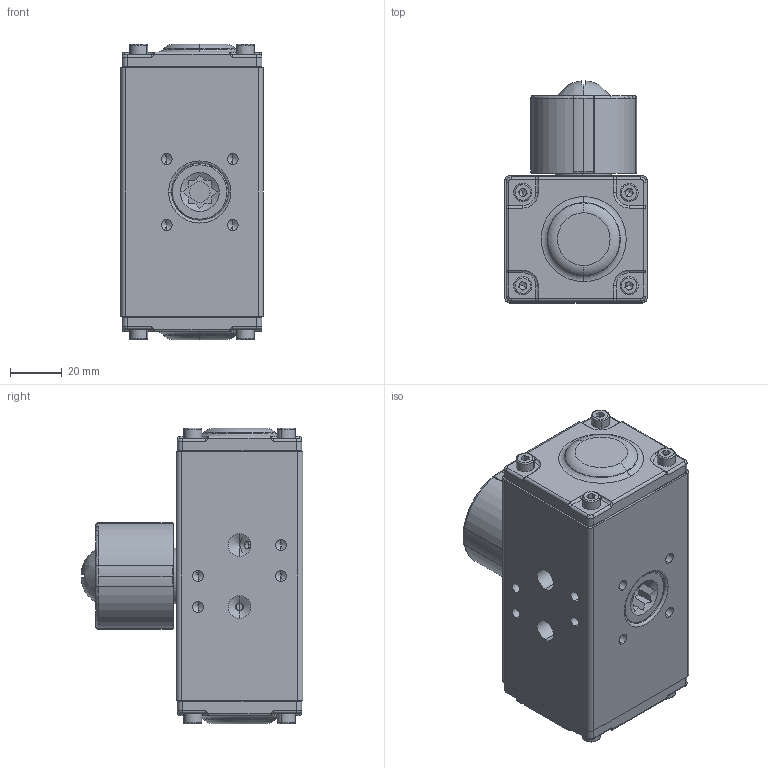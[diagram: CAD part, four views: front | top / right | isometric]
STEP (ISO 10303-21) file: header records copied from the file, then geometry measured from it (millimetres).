
FILE_DESCRIPTION (( 'STEP AP203' ), '1' );
FILE_NAME ('GD-032-090-V09-FG-SA-Doku.step', '2019-01-10T15:49:21', ( '' ), ( '' ), 'SwSTEP 2.0', 'SolidWorks 2018', '' );
FILE_SCHEMA (( 'CONFIG_CONTROL_DESIGN' ));
Products named in the file (1): GD-032-090-V09-FG-SA-Doku
Bounding box: 55 x 85.65 x 114 mm (x, y, z)
Volume: 228123.4 mm3; surface area: 78198.5 mm2
Topology: 19 solids, 19 shells, 2095 faces, 5340 edges, 3286 vertices
Faces by surface type: cylinder 696, plane 628, torus 294, bspline 276, cone 169, sphere 32
Entity records: 73606 total; most frequent: CARTESIAN_POINT 24551, ORIENTED_EDGE 10496, DIRECTION 9905, EDGE_CURVE 5248, AXIS2_PLACEMENT_3D 3736, VERTEX_POINT 3286, LINE 2433, VECTOR 2433
